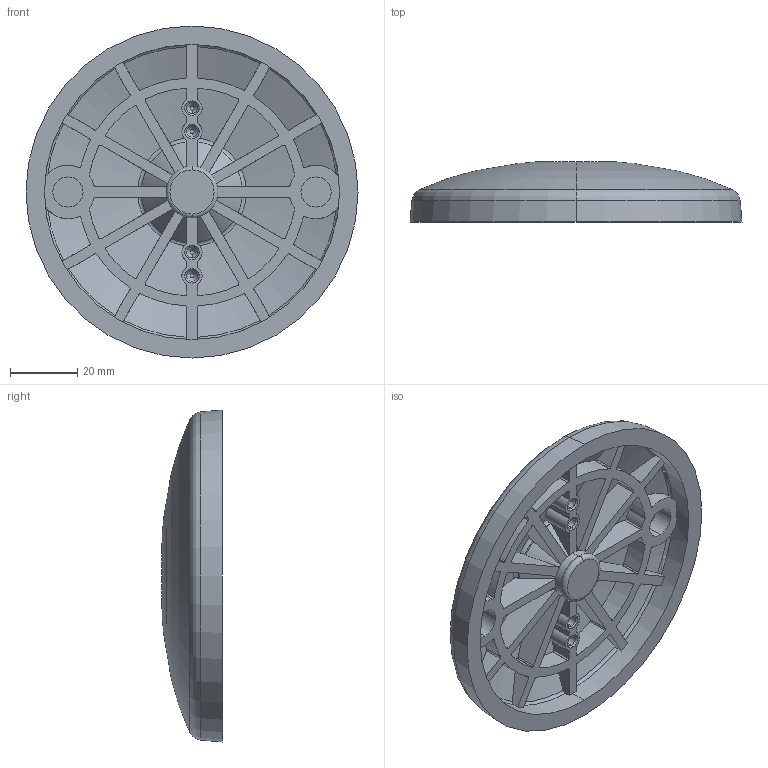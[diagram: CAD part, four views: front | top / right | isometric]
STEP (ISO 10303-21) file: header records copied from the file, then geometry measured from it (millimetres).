
FILE_DESCRIPTION (( 'STEP AP214' ), '1' );
FILE_NAME ('098d100k.STEP', '2014-08-11T08:58:35', ( '' ), ( '' ), 'SwSTEP 2.0', 'SolidWorks 2014', '' );
FILE_SCHEMA (( 'AUTOMOTIVE_DESIGN' ));
Length unit declared in the file: millimetre
Products named in the file (1): 098d100k
Bounding box: 99 x 18 x 99 mm (x, y, z)
Volume: 51429.8 mm3; surface area: 28029.8 mm2
Topology: 1 solids, 1 shells, 286 faces, 782 edges, 504 vertices
Faces by surface type: cylinder 135, plane 61, cone 56, torus 32, sphere 2
Entity records: 9861 total; most frequent: CARTESIAN_POINT 2748, ORIENTED_EDGE 1554, DIRECTION 1447, EDGE_CURVE 777, AXIS2_PLACEMENT_3D 588, VERTEX_POINT 501, CIRCLE 301, EDGE_LOOP 294
